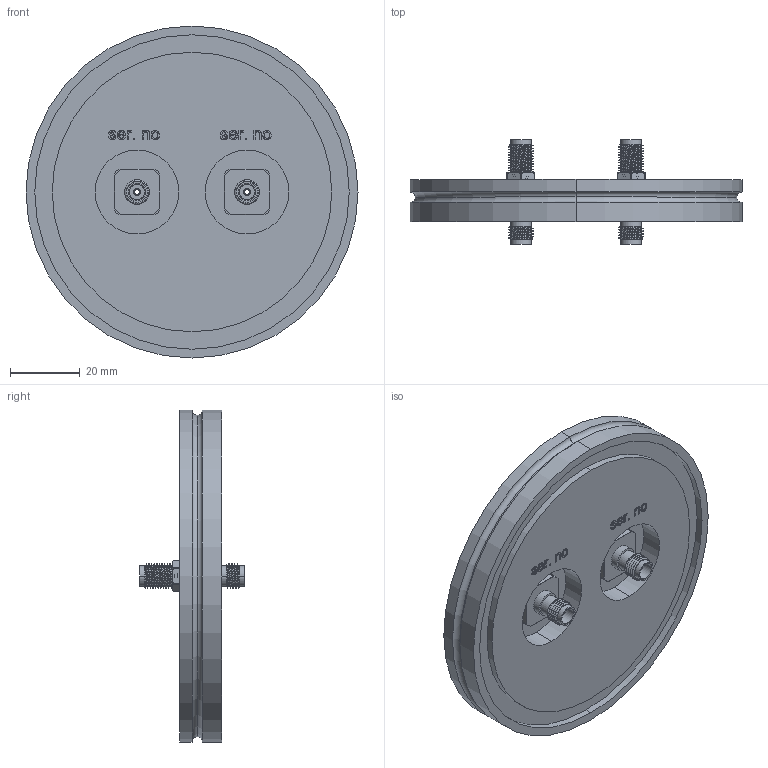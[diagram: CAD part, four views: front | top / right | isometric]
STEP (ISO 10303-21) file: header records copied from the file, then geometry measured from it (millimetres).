
FILE_DESCRIPTION (( 'STEP AP214' ), '1' );
FILE_NAME ('242-SMAD65G-ISO63-2-01.STEP', '2021-11-11T15:49:31', ( '' ), ( '' ), 'SwSTEP 2.0', 'SolidWorks 2017', '' );
FILE_SCHEMA (( 'AUTOMOTIVE_DESIGN' ));
Length unit declared in the file: millimetre
Products named in the file (3): 9242-SMAD65G-ISO63-2_441-ISO63-B; 242-SMAD65G-ISO63-2-01; 242-SMAD65G
Assembly tree (3 placements, depth 2):
  242-SMAD65G-ISO63-2-01
    9242-SMAD65G-ISO63-2_441-ISO63-B
    242-SMAD65G  x2
Bounding box: 95 x 30 x 95 mm (x, y, z)
Volume: 73718.8 mm3; surface area: 26283.2 mm2
Topology: 7 solids, 7 shells, 590 faces, 1454 edges, 942 vertices
Faces by surface type: cylinder 216, plane 168, bspline 124, cone 78, torus 4
Entity records: 22597 total; most frequent: CARTESIAN_POINT 11716, ORIENTED_EDGE 1996, DIRECTION 1478, EDGE_CURVE 998, VERTEX_POINT 650, AXIS2_PLACEMENT_3D 529, EDGE_LOOP 456, LINE 420
